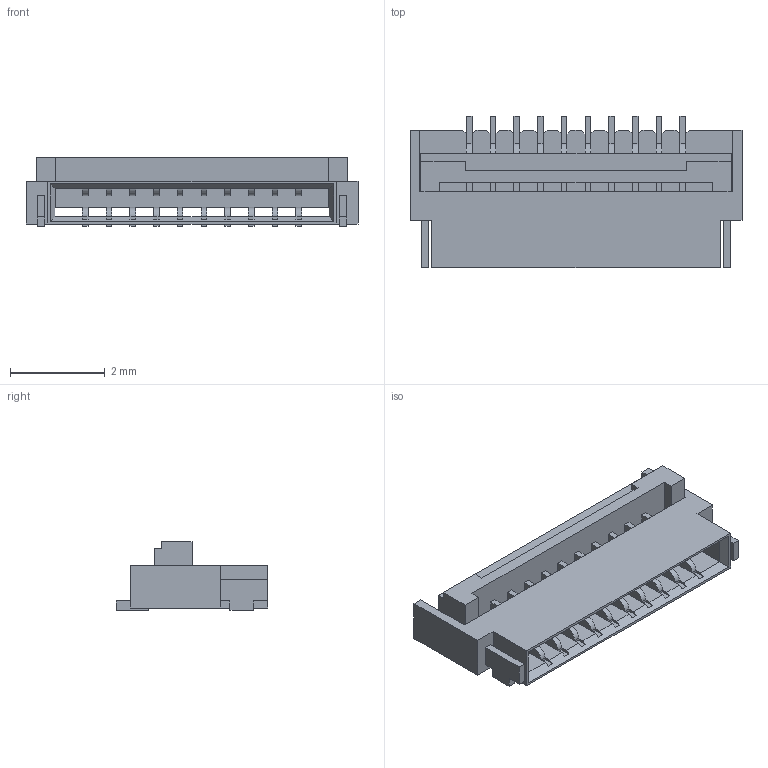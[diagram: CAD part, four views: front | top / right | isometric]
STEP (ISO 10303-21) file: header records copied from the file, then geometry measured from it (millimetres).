
FILE_DESCRIPTION(/* description */ ('STEP AP214'),/* implementation_level */ '2;1');
FILE_NAME(/* name */ 'FFC-SMD_P0.50-WS-10P.step',/* time_stamp */ '2025-08-29T17:42:52+02:00',/* author */ (''),/* organization */ (''),/* preprocessor_version */ 'ST-DEVELOPER v20.1',/* originating_system */ 'Autodesk Translation Framework v14.10.0.0',/* authorisation */ '');
FILE_SCHEMA (('AUTOMOTIVE_DESIGN { 1 0 10303 214 3 1 1 }'));
Length unit declared in the file: millimetre
Products named in the file (1): CONN-SMD_FPC0.50-WS-10P
Bounding box: 7 x 3.2 x 1.45 mm (x, y, z)
Volume: 10.1 mm3; surface area: 131.3 mm2
Topology: 54 solids, 54 shells, 471 faces, 1088 edges, 724 vertices
Faces by surface type: plane 441, cylinder 20, bspline 10
Entity records: 13647 total; most frequent: CARTESIAN_POINT 2414, ORIENTED_EDGE 2176, DIRECTION 2032, EDGE_CURVE 1088, LINE 1028, VECTOR 1028, VERTEX_POINT 724, STYLED_ITEM 525
